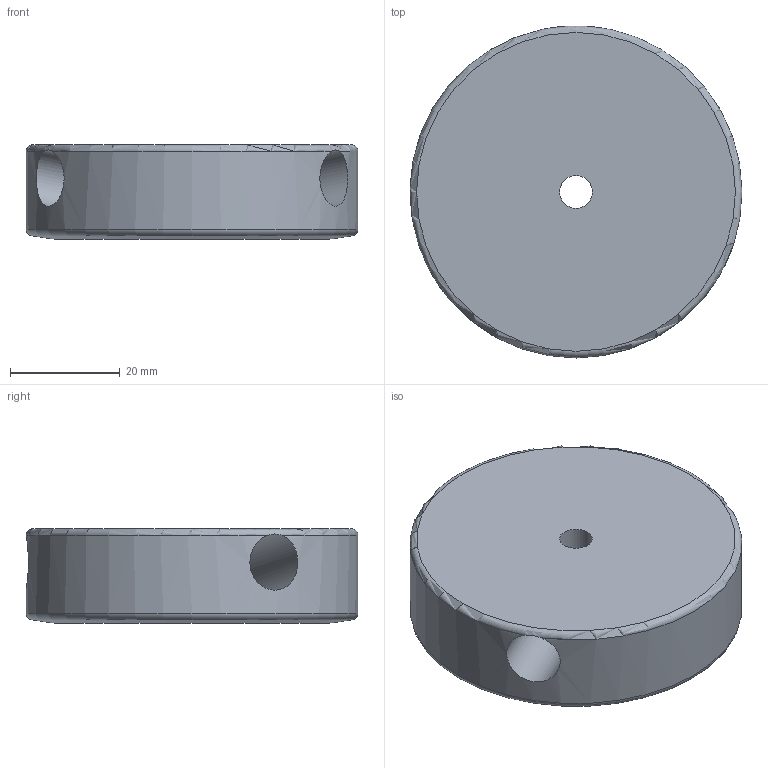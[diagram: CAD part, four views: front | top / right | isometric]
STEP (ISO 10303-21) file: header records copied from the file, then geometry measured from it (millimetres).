
FILE_DESCRIPTION(/* description */ (''),/* implementation_level */ '2;1');
FILE_NAME(/* name */ 'difonabase v2.stp',/* time_stamp */ '2023-01-01T15:19:15+01:00',/* author */ (''),/* organization */ (''),/* preprocessor_version */ 'ST-DEVELOPER v19.2',/* originating_system */ 'Autodesk Translation Framework v11.17.0.187',/* authorisation */ '');
FILE_SCHEMA (('AUTOMOTIVE_DESIGN { 1 0 10303 214 3 1 1 }'));
Length unit declared in the file: millimetre
Products named in the file (1): difona_base
Bounding box: 60.62 x 60.62 x 17.25 mm (x, y, z)
Volume: 43270.9 mm3; surface area: 11206.6 mm2
Topology: 1 solids, 1 shells, 13 faces, 31 edges, 20 vertices
Faces by surface type: cylinder 5, plane 5, torus 2, cone 1
Full cylindrical faces by diameter (mm): 6 x1, 10.1 x3, 60.622 x1
Entity records: 551 total; most frequent: CARTESIAN_POINT 215, DIRECTION 64, ORIENTED_EDGE 62, EDGE_CURVE 31, AXIS2_PLACEMENT_3D 29, VERTEX_POINT 20, EDGE_LOOP 15, CIRCLE 15
